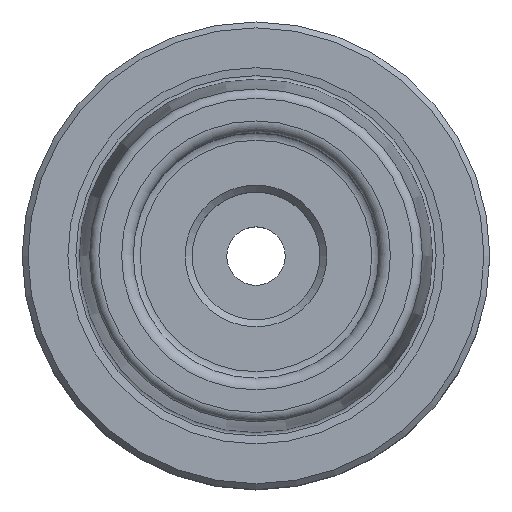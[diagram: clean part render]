
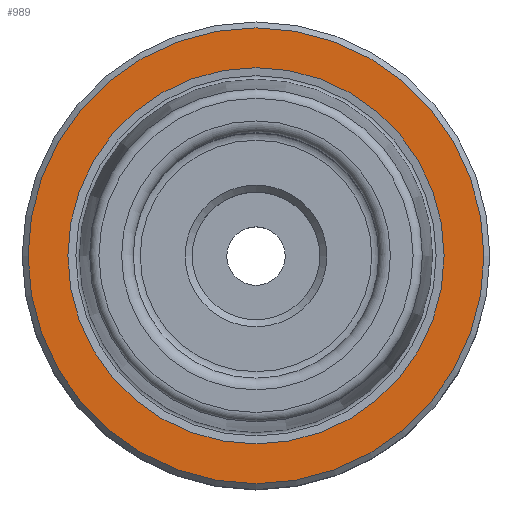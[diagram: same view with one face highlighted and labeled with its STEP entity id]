
A CAD part, top view. The second image highlights one B-rep face of the part: STEP entity #989.
In plain terms, the highlighted planar face has unit normal (0, 0, 1).
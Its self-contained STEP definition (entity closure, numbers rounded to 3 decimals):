
#57=PLANE('',#1084);
#123=ORIENTED_EDGE('',*,*,#206,.T.);
#124=ORIENTED_EDGE('',*,*,#205,.F.);
#205=EDGE_CURVE('',#260,#260,#315,.T.);
#206=EDGE_CURVE('',#261,#261,#316,.T.);
#260=VERTEX_POINT('',#1451);
#261=VERTEX_POINT('',#1454);
#315=CIRCLE('',#1083,16.094);
#316=CIRCLE('',#1085,19.5);
#398=EDGE_LOOP('',(#123));
#399=EDGE_LOOP('',(#124));
#508=FACE_BOUND('',#398,.T.);
#509=FACE_BOUND('',#399,.T.);
#989=ADVANCED_FACE('',(#508,#509),#57,.T.);
#1083=AXIS2_PLACEMENT_3D('',#1450,#1260,#1261);
#1084=AXIS2_PLACEMENT_3D('',#1452,#1262,#1263);
#1085=AXIS2_PLACEMENT_3D('',#1453,#1264,#1265);
#1260=DIRECTION('',(0.,0.,1.));
#1261=DIRECTION('',(1.,0.,0.));
#1262=DIRECTION('',(0.,0.,1.));
#1263=DIRECTION('',(1.,0.,0.));
#1264=DIRECTION('',(0.,0.,1.));
#1265=DIRECTION('',(1.,0.,0.));
#1450=CARTESIAN_POINT('',(0.,0.,0.));
#1451=CARTESIAN_POINT('',(16.094,0.,0.));
#1452=CARTESIAN_POINT('',(19.5,0.,0.));
#1453=CARTESIAN_POINT('',(0.,0.,0.));
#1454=CARTESIAN_POINT('',(19.5,0.,0.));
